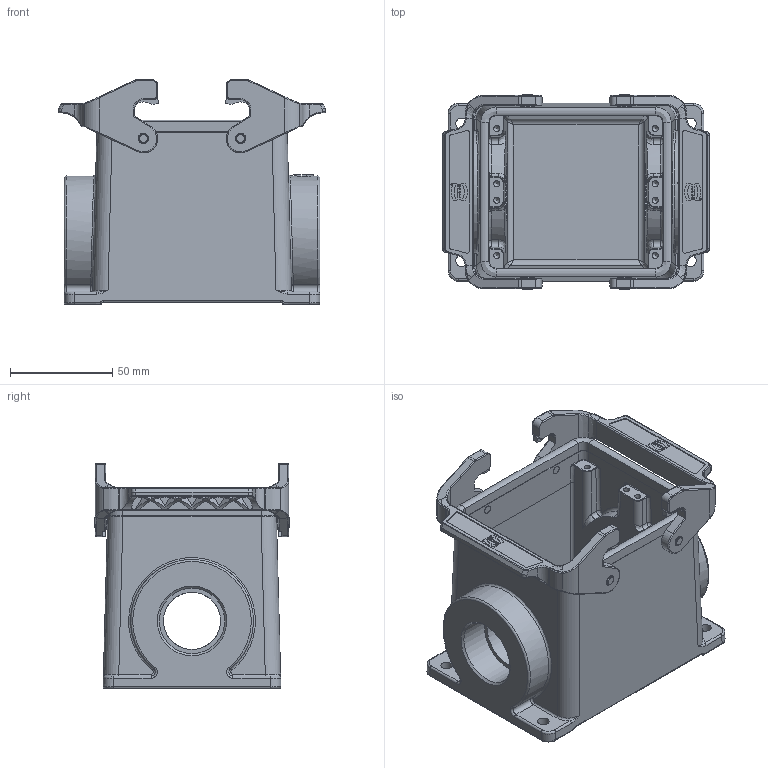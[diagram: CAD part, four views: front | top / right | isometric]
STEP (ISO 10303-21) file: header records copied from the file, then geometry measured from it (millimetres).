
FILE_DESCRIPTION(/* description */ (''),/* implementation_level */ '2;1');
FILE_NAME(/* name */ '100095513ugm000_c.stp',/* time_stamp */ '2017-11-06T10:01:28+01:00',/* author */ (''),/* organization */ (''),/* preprocessor_version */ 'ST-DEVELOPER v16',/* originating_system */ 'SIEMENS PLM Software NX 10.0',/* authorisation */ '');
FILE_SCHEMA (('AUTOMOTIVE_DESIGN { 1 0 10303 214 3 1 1 1 }'));
Products named in the file (1): 100095513ugm000_c
Bounding box: 130.5 x 95.67 x 109.9 mm (x, y, z)
Volume: 342871.7 mm3; surface area: 103987.3 mm2
Topology: 3 solids, 3 shells, 1713 faces, 5115 edges, 4119 vertices
Faces by surface type: plane 849, cylinder 318, extrusion 300, bspline 170, torus 58, cone 18
Full cylindrical faces by diameter (mm): 0.671 x1, 0.76 x2, 0.84 x2, 0.984 x1, 3 x8, 4 x4, 4.8 x4, 5.1 x4, 5.6 x4, 7 x4, 28 x2, 32 x2
Entity records: 68939 total; most frequent: CARTESIAN_POINT 19114, ORIENTED_EDGE 8706, DIRECTION 7318, EDGE_CURVE 4353, VECTOR 3046, VERTEX_POINT 2828, LINE 2746, AXIS2_PLACEMENT_3D 2136
